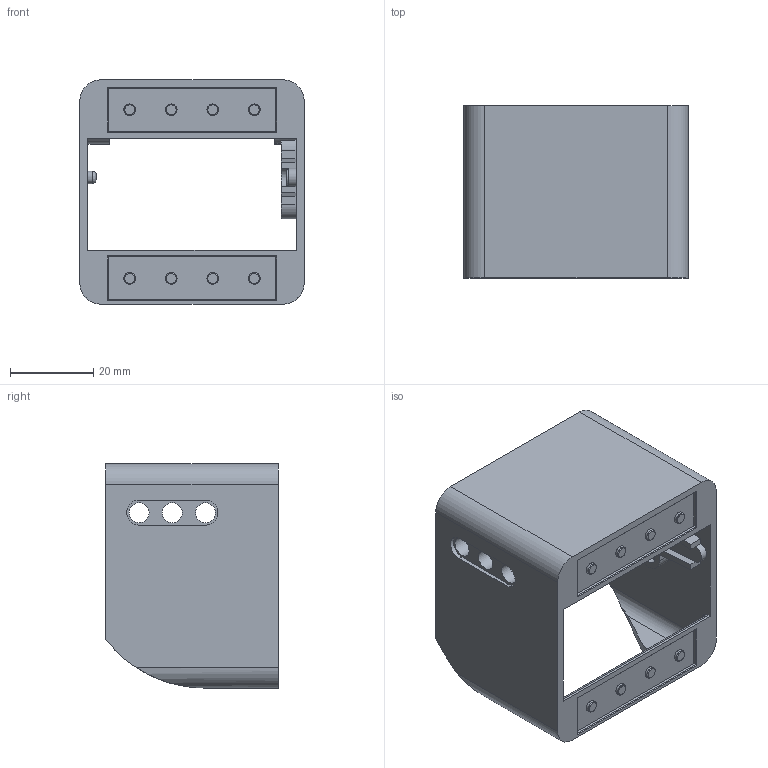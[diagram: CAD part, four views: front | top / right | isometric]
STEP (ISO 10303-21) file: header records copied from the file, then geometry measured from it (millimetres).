
FILE_DESCRIPTION(/* description */ (''),/* implementation_level */ '2;1');
FILE_NAME(/* name */ 'shell_SG90_plate_kennel v6.step',/* time_stamp */ '2023-05-10T19:34:39+09:00',/* author */ (''),/* organization */ (''),/* preprocessor_version */ 'ST-DEVELOPER v19.2',/* originating_system */ 'Autodesk Translation Framework v12.4.0.73',/* authorisation */ '');
FILE_SCHEMA (('AUTOMOTIVE_DESIGN { 1 0 10303 214 3 1 1 }'));
Length unit declared in the file: millimetre
Products named in the file (1): shell_SG90_plate_kennel
Bounding box: 54 x 41.5 x 54 mm (x, y, z)
Volume: 15695.2 mm3; surface area: 18073.1 mm2
Topology: 1 solids, 1 shells, 388 faces, 1036 edges, 679 vertices
Faces by surface type: bspline 163, plane 150, cylinder 57, torus 10, cone 8
Full cylindrical faces by diameter (mm): 2 x1, 2.8 x8, 3 x1, 3.8 x1, 4.8 x6, 5 x1, 5.6 x1
Entity records: 14386 total; most frequent: CARTESIAN_POINT 5675, ORIENTED_EDGE 2072, DIRECTION 1279, EDGE_CURVE 1036, VERTEX_POINT 679, LINE 567, VECTOR 567, EDGE_LOOP 433
